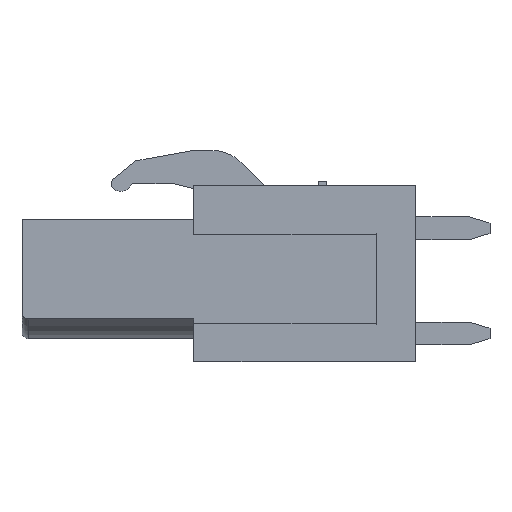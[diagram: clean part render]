
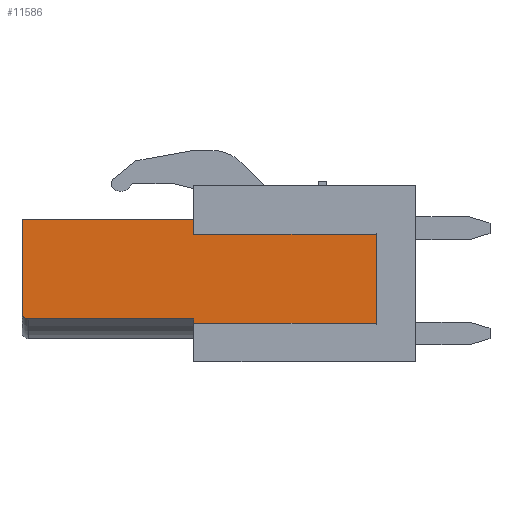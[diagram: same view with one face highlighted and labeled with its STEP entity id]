
A CAD part, left-side view. The second image highlights one B-rep face of the part: STEP entity #11586.
In plain terms, the highlighted planar face has unit normal (-1, 0, 0).
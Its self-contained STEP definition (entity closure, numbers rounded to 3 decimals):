
#679=DIRECTION('',(0.,0.,-1.));
#680=VECTOR('',#679,0.71);
#681=CARTESIAN_POINT('',(1.,10.7,2.06));
#682=LINE('',#681,#680);
#3505=DIRECTION('',(0.,-1.,0.));
#3506=VECTOR('',#3505,8.8);
#3507=CARTESIAN_POINT('',(1.,10.7,1.35));
#3508=LINE('',#3507,#3506);
#3509=CARTESIAN_POINT('',(1.,18.7,2.36));
#3510=DIRECTION('',(-1.,0.,0.));
#3511=DIRECTION('',(0.,1.,0.));
#3512=AXIS2_PLACEMENT_3D('',#3509,#3510,#3511);
#3514=DIRECTION('',(0.,0.,1.));
#3515=VECTOR('',#3514,4.5);
#3516=CARTESIAN_POINT('',(1.,19.,2.36));
#3517=LINE('',#3516,#3515);
#3518=DIRECTION('',(0.,0.,-1.));
#3519=VECTOR('',#3518,0.21);
#3520=CARTESIAN_POINT('',(1.,10.7,6.86));
#3521=LINE('',#3520,#3519);
#3522=DIRECTION('',(0.,-1.,0.));
#3523=VECTOR('',#3522,8.8);
#3524=CARTESIAN_POINT('',(1.,10.7,6.65));
#3525=LINE('',#3524,#3523);
#3526=DIRECTION('',(0.,0.,-1.));
#3527=VECTOR('',#3526,5.3);
#3528=CARTESIAN_POINT('',(1.,1.9,6.65));
#3529=LINE('',#3528,#3527);
#3530=DIRECTION('',(0.,1.,0.));
#3531=VECTOR('',#3530,8.);
#3532=CARTESIAN_POINT('',(1.,10.7,2.06));
#3533=LINE('',#3532,#3531);
#3714=DIRECTION('',(0.,1.,0.));
#3715=VECTOR('',#3714,8.3);
#3716=CARTESIAN_POINT('',(1.,10.7,6.86));
#3717=LINE('',#3716,#3715);
#5336=CARTESIAN_POINT('',(1.,10.7,2.06));
#5337=CARTESIAN_POINT('',(1.,10.7,1.35));
#5338=VERTEX_POINT('',#5336);
#5339=VERTEX_POINT('',#5337);
#5340=CARTESIAN_POINT('',(1.,10.7,6.65));
#5341=CARTESIAN_POINT('',(1.,1.9,6.65));
#5342=VERTEX_POINT('',#5340);
#5343=VERTEX_POINT('',#5341);
#5344=CARTESIAN_POINT('',(1.,1.9,1.35));
#5345=VERTEX_POINT('',#5344);
#5346=CARTESIAN_POINT('',(1.,19.,6.86));
#5348=VERTEX_POINT('',#5346);
#5360=CARTESIAN_POINT('',(1.,10.7,6.86));
#5362=VERTEX_POINT('',#5360);
#5595=CARTESIAN_POINT('',(1.,19.,2.36));
#5596=CARTESIAN_POINT('',(1.,18.7,2.06));
#5597=VERTEX_POINT('',#5595);
#5598=VERTEX_POINT('',#5596);
#11565=CARTESIAN_POINT('',(1.,10.7,6.65));
#11566=DIRECTION('',(1.,0.,0.));
#11567=DIRECTION('',(0.,0.,-1.));
#11568=AXIS2_PLACEMENT_3D('',#11565,#11566,#11567);
#11569=PLANE('',#11568);
#11571=ORIENTED_EDGE('',*,*,#11570,.F.);
#11572=ORIENTED_EDGE('',*,*,#7110,.T.);
#11574=ORIENTED_EDGE('',*,*,#11573,.F.);
#11575=ORIENTED_EDGE('',*,*,#7681,.T.);
#11577=ORIENTED_EDGE('',*,*,#11576,.T.);
#11579=ORIENTED_EDGE('',*,*,#11578,.T.);
#11580=ORIENTED_EDGE('',*,*,#11558,.F.);
#11581=ORIENTED_EDGE('',*,*,#7787,.F.);
#11583=ORIENTED_EDGE('',*,*,#11582,.T.);
#11584=EDGE_LOOP('',(#11571,#11572,#11574,#11575,#11577,#11579,#11580,#11581,
#11583));
#11585=FACE_OUTER_BOUND('',#11584,.F.);
#11586=ADVANCED_FACE('',(#11585),#11569,.F.);
#3513=CIRCLE('',#3512,0.3);
#7110=EDGE_CURVE('',#5597,#5348,#3517,.T.);
#7681=EDGE_CURVE('',#5362,#5342,#3521,.T.);
#7787=EDGE_CURVE('',#5338,#5339,#682,.T.);
#11558=EDGE_CURVE('',#5339,#5345,#3508,.T.);
#11570=EDGE_CURVE('',#5597,#5598,#3513,.T.);
#11573=EDGE_CURVE('',#5362,#5348,#3717,.T.);
#11576=EDGE_CURVE('',#5342,#5343,#3525,.T.);
#11578=EDGE_CURVE('',#5343,#5345,#3529,.T.);
#11582=EDGE_CURVE('',#5338,#5598,#3533,.T.);
